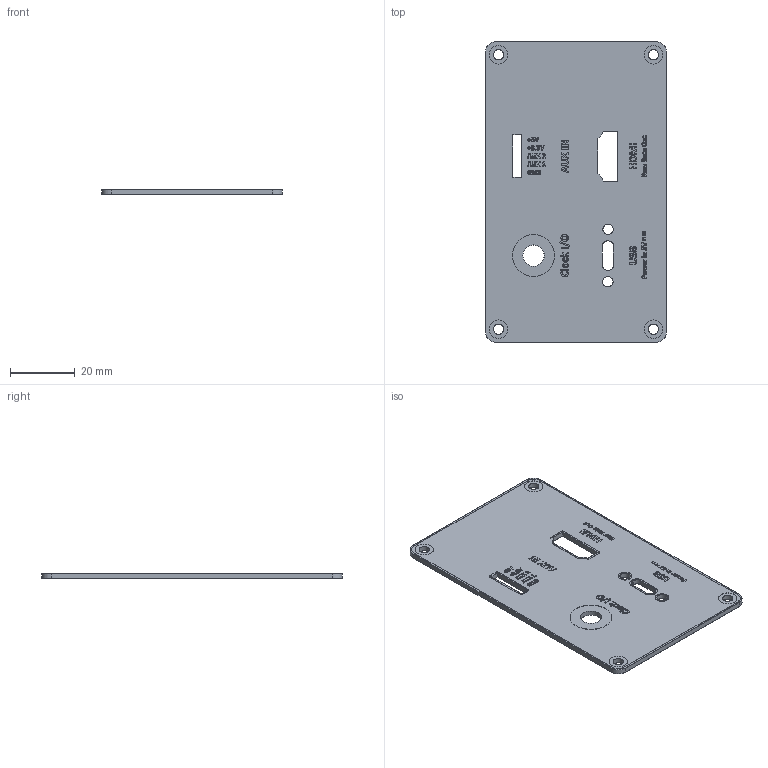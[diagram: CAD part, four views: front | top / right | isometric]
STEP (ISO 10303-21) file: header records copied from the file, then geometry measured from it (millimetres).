
FILE_DESCRIPTION(('KiCad electronic assembly'),'2;1');
FILE_NAME('misrc_v2.5_back_panel.step','2025-10-22T02:21:32',('Pcbnew'), ('Kicad'),'Open CASCADE STEP processor 7.6','KiCad to STEP converter', 'Unknown');
FILE_SCHEMA(('AUTOMOTIVE_DESIGN { 1 0 10303 214 1 1 1 1 }'));
Length unit declared in the file: millimetre
Products named in the file (7): misrc_v2.5_back_panel 1; misrc_v2.5_back_panel_copper; misrc_v2.5_back_panel_pad; misrc_v2.5_back_panel_silkscreen; misrc_v2.5_back_panel_soldermask; misrc_v2.5_back_panel_PCB
Assembly tree (6 placements, depth 2):
  misrc_v2.5_back_panel 1
    misrc_v2.5_back_panel_copper
    misrc_v2.5_back_panel_pad
    misrc_v2.5_back_panel_silkscreen
    misrc_v2.5_back_panel_soldermask
    misrc_v2.5_back_panel_soldermask
    misrc_v2.5_back_panel_PCB
Bounding box: 56 x 93 x 1.64 mm (x, y, z)
Volume: 7841.1 mm3; surface area: 40227.7 mm2
Topology: 18 solids, 82 shells, 289 faces, 3177 edges, 2988 vertices
Faces by surface type: plane 190, cylinder 99
Full cylindrical faces by diameter (mm): 3.15 x12, 3.175 x8, 3.2 x10, 4.21 x4, 5.7 x8, 6.55 x3, 6.575 x2, 6.6 x2, 13 x2
Entity records: 29496 total; most frequent: CARTESIAN_POINT 6461, DIRECTION 4215, ORIENTED_EDGE 3744, EDGE_CURVE 3177, VERTEX_POINT 2988, LINE 2731, VECTOR 2731, AXIS2_PLACEMENT_3D 742
